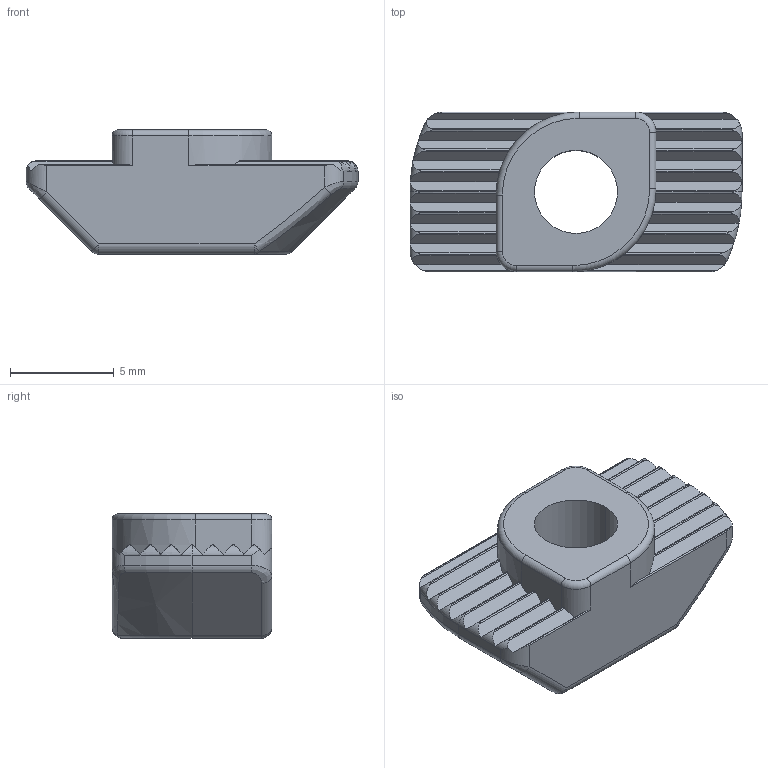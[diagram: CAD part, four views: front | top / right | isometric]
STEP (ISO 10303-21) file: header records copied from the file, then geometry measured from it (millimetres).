
FILE_DESCRIPTION(('STEP AP214'),'1');
FILE_NAME('fath_096h0810-3215.stp','2017-10-09T08:47:34',('TraceParts'),('TraceParts S.A.'),'Spatial InterOp 3D',' ',' ');
FILE_SCHEMA(('automotive_design'));
Length unit declared in the file: millimetre
Products named in the file (1): fath_096h0810-3215
Bounding box: 16 x 7.7 x 6 mm (x, y, z)
Volume: 441.2 mm3; surface area: 490.5 mm2
Topology: 1 solids, 1 shells, 126 faces, 338 edges, 210 vertices
Faces by surface type: cylinder 62, plane 42, torus 10, bspline 6, sphere 4, cone 2
Entity records: 5371 total; most frequent: CARTESIAN_POINT 1521, ORIENTED_EDGE 668, DIRECTION 500, EDGE_CURVE 334, VERTEX_POINT 210, AXIS2_PLACEMENT_3D 185, LINE 130, VECTOR 130
